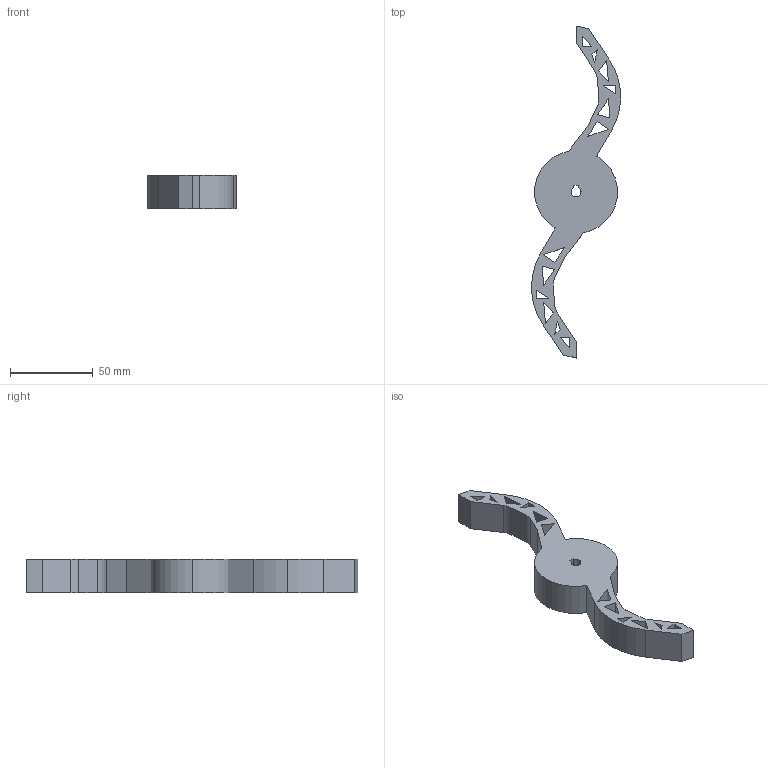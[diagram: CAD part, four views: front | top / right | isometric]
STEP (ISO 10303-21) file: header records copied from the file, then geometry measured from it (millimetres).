
FILE_DESCRIPTION (( 'STEP AP203' ), '1' );
FILE_NAME ('luoi rang.STEP', '2022-10-21T15:48:01', ( '' ), ( '' ), 'SwSTEP 2.0', 'SolidWorks 2022', '' );
FILE_SCHEMA (( 'CONFIG_CONTROL_DESIGN' ));
Length unit declared in the file: millimetre
Products named in the file (1): luoi rang
Bounding box: 53.67 x 200 x 20 mm (x, y, z)
Volume: 73741.7 mm3; surface area: 23419.7 mm2
Topology: 1 solids, 1 shells, 71 faces, 207 edges, 138 vertices
Faces by surface type: plane 57, cylinder 14
Entity records: 2458 total; most frequent: CARTESIAN_POINT 417, ORIENTED_EDGE 414, DIRECTION 379, EDGE_CURVE 207, VECTOR 179, LINE 179, VERTEX_POINT 138, AXIS2_PLACEMENT_3D 100
